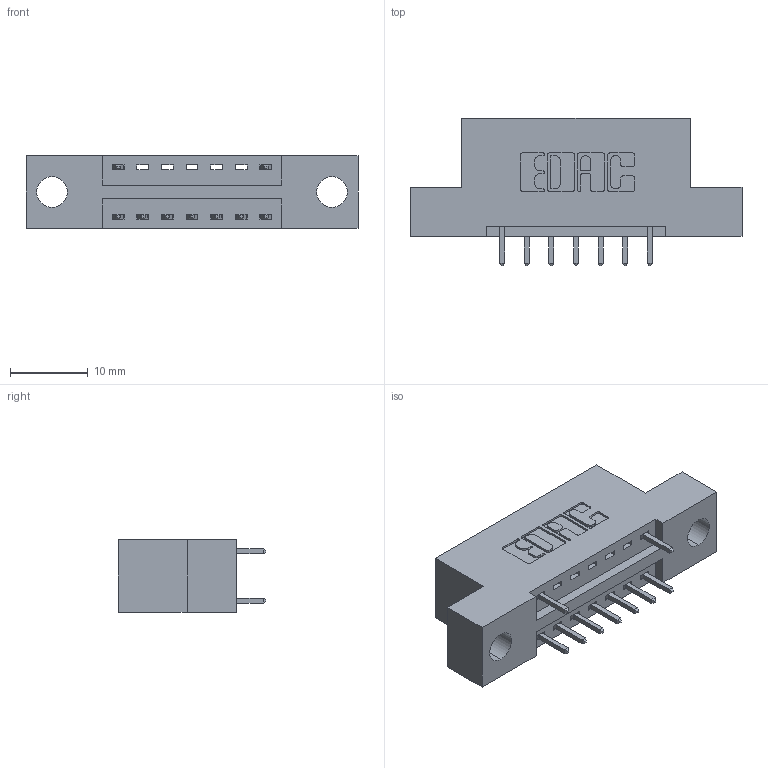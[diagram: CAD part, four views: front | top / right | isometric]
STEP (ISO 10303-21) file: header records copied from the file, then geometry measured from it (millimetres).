
FILE_DESCRIPTION (( 'STEP AP203' ), '1' );
FILE_NAME ('346-014-521-204.STEP', '2018-08-20T00:41:45', ( '' ), ( '' ), 'SwSTEP 2.0', 'SolidWorks 2016', '' );
FILE_SCHEMA (( 'CONFIG_CONTROL_DESIGN' ));
Length unit declared in the file: inch
Products named in the file (3): 346-014-521-204; 346 Part_Flush Mounting Lugs - 0.156 Dia-TH; 345-292-001_345-293-121
Assembly tree (10 placements, depth 2):
  346-014-521-204
    346 Part_Flush Mounting Lugs - 0.156 Dia-TH
    345-292-001_345-293-121  x9
Bounding box: 42.8 x 19.05 x 9.4 mm (x, y, z)
Volume: 3765.1 mm3; surface area: 4154.4 mm2
Topology: 10 solids, 10 shells, 620 faces, 1829 edges, 1206 vertices
Faces by surface type: plane 416, cylinder 204
Entity records: 9141 total; most frequent: CARTESIAN_POINT 1575, ORIENTED_EDGE 1514, DIRECTION 1435, EDGE_CURVE 757, LINE 597, VECTOR 597, VERTEX_POINT 502, AXIS2_PLACEMENT_3D 419
